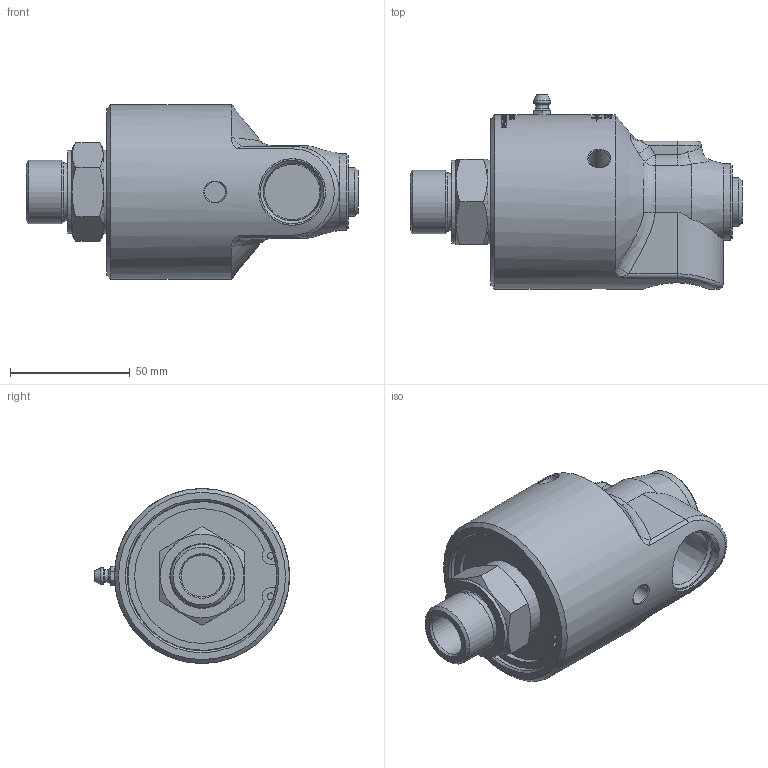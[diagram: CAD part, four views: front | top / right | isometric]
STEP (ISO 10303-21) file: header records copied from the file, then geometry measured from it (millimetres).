
FILE_DESCRIPTION(/* description */ ('','CAx-IF Rec.Pracs.---Representation and Presentation of Product Manufacturing Information (PMI)---4.0---2014-10-13'),/* implementation_level */ '2;1');
FILE_NAME(/* name */ '257-045-284-IC.stp',/* time_stamp */ '2021-08-13T07:57:53+02:00',/* author */ ('mzerwes'),/* organization */ (''),/* preprocessor_version */ 'ST-DEVELOPER v18.1',/* originating_system */ 'Autodesk Inventor 2022',/* authorisation */ '');
FILE_SCHEMA (('AP242_MANAGED_MODEL_BASED_3D_ENGINEERING_MIM_LF { 1 0 10303 442 1 1 4 }'));
Length unit declared in the file: millimetre
Products named in the file (1): 257-045-284-IC
Bounding box: 138.68 x 81.38 x 73 mm (x, y, z)
Volume: 315012 mm3; surface area: 37444.1 mm2
Topology: 1 solids, 2 shells, 898 faces, 2366 edges, 1565 vertices
Faces by surface type: bspline 395, plane 353, cylinder 113, cone 29, torus 6, sphere 2
Full cylindrical faces by diameter (mm): 2.794 x2, 5.359 x1, 8.6 x3, 17.5 x1, 26.441 x1, 27 x1, 27.8 x1, 32 x1, 34.9 x1, 35 x1, 62.5 x1, 73 x1
Entity records: 39667 total; most frequent: CARTESIAN_POINT 19430, ORIENTED_EDGE 4732, DIRECTION 3065, EDGE_CURVE 2366, VERTEX_POINT 1565, AXIS2_PLACEMENT_3D 1025, LINE 1015, VECTOR 1015
